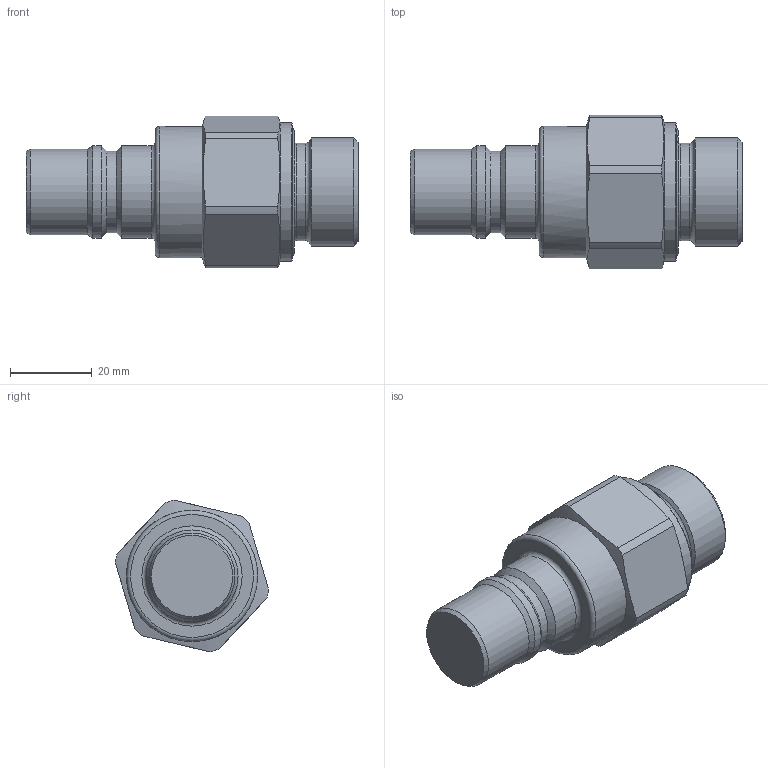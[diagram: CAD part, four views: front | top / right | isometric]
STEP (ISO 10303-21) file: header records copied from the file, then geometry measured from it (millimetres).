
FILE_DESCRIPTION((''),'2;1');
FILE_NAME('6016sbao26svz.stp','2013-08-27T08:58:43',('IA176480'),(''),'Autodesk Inventor 2013','Autodesk Inventor 2013','');
FILE_SCHEMA(('AUTOMOTIVE_DESIGN { 1 0 10303 214 1 1 1 1 }'));
Length unit declared in the file: millimetre
Products named in the file (1): D107573
Bounding box: 81 x 37.48 x 37.08 mm (x, y, z)
Volume: 45941.3 mm3; surface area: 14227.1 mm2
Topology: 1 solids, 3 shells, 59 faces, 132 edges, 81 vertices
Faces by surface type: cylinder 23, plane 15, cone 15, torus 6
Full cylindrical faces by diameter (mm): 19.8 x1, 20.855 x1, 20.95 x1, 22.45 x2, 23.8 x1, 24.5 x1, 24.6 x1, 25.5 x1, 26.441 x1, 29 x1, 30 x1, 30.2 x1, 31.3 x2, 32 x1, 33.8 x1
Entity records: 1427 total; most frequent: DIRECTION 246, CARTESIAN_POINT 233, ORIENTED_EDGE 162, AXIS2_PLACEMENT_3D 117, EDGE_LOOP 104, EDGE_CURVE 81, VERTEX_POINT 68, FACE_OUTER_BOUND 59
